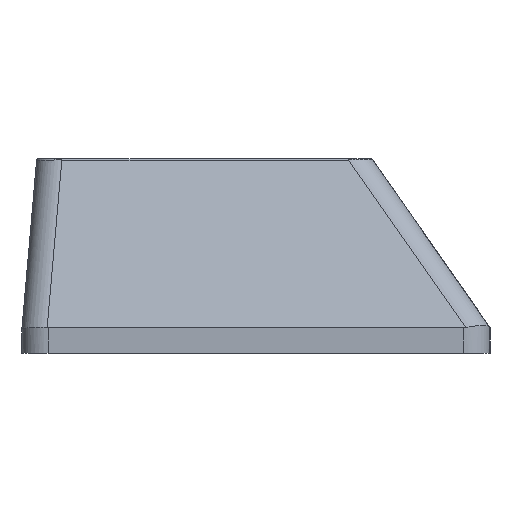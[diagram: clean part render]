
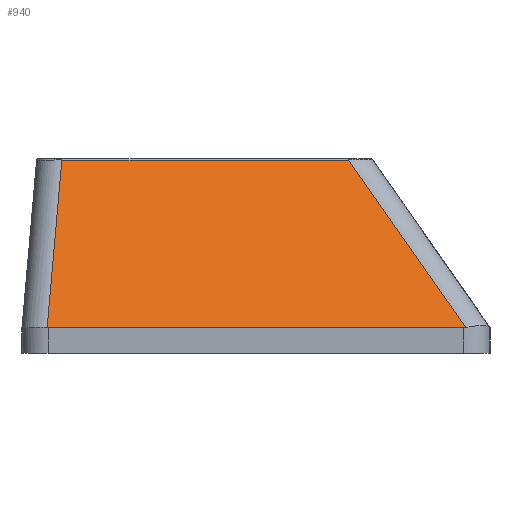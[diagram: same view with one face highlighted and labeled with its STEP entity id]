
A CAD part, left-side view. The second image highlights one B-rep face of the part: STEP entity #940.
In plain terms, the highlighted planar face has unit normal (-0.906, 0, 0.423).
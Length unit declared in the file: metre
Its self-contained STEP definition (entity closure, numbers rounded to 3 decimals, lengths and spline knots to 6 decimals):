
#19=PLANE('',#1023);
#70=LINE('',#1441,#160);
#71=LINE('',#1444,#161);
#72=LINE('',#1446,#162);
#73=LINE('',#1450,#163);
#160=VECTOR('',#1147,1.);
#161=VECTOR('',#1148,1.);
#162=VECTOR('',#1149,1.);
#163=VECTOR('',#1152,1.);
#239=ELLIPSE('',#1024,0.002366,0.001);
#240=ELLIPSE('',#1025,0.002366,0.001);
#300=ORIENTED_EDGE('',*,*,#584,.T.);
#301=ORIENTED_EDGE('',*,*,#585,.T.);
#302=ORIENTED_EDGE('',*,*,#586,.T.);
#303=ORIENTED_EDGE('',*,*,#587,.T.);
#304=ORIENTED_EDGE('',*,*,#588,.F.);
#305=ORIENTED_EDGE('',*,*,#589,.T.);
#584=EDGE_CURVE('',#726,#727,#70,.F.);
#585=EDGE_CURVE('',#727,#728,#71,.T.);
#586=EDGE_CURVE('',#728,#729,#72,.F.);
#587=EDGE_CURVE('',#729,#730,#239,.T.);
#588=EDGE_CURVE('',#731,#730,#73,.T.);
#589=EDGE_CURVE('',#731,#726,#240,.T.);
#726=VERTEX_POINT('',#1442);
#727=VERTEX_POINT('',#1443);
#728=VERTEX_POINT('',#1445);
#729=VERTEX_POINT('',#1447);
#730=VERTEX_POINT('',#1449);
#731=VERTEX_POINT('',#1451);
#809=EDGE_LOOP('',(#300,#301,#302,#303,#304,#305));
#869=FACE_BOUND('',#809,.T.);
#940=ADVANCED_FACE('',(#869),#19,.T.);
#1023=AXIS2_PLACEMENT_3D('',#1440,#1145,#1146);
#1024=AXIS2_PLACEMENT_3D('',#1448,#1150,#1151);
#1025=AXIS2_PLACEMENT_3D('',#1452,#1153,#1154);
#1145=DIRECTION('',(-0.906,0.,0.423));
#1146=DIRECTION('',(0.423,0.,0.906));
#1147=DIRECTION('',(-0.357,-0.536,-0.765));
#1148=DIRECTION('',(0.,1.,0.));
#1149=DIRECTION('',(0.421,-0.079,0.903));
#1150=DIRECTION('',(-0.906,0.,0.423));
#1151=DIRECTION('',(-0.423,0.,-0.906));
#1152=DIRECTION('',(0.,1.,0.));
#1153=DIRECTION('',(-0.906,0.,0.423));
#1154=DIRECTION('',(0.423,0.,0.906));
#1440=CARTESIAN_POINT('',(-0.057491,-0.009,0.00425));
#1441=CARTESIAN_POINT('',(-0.056152,-0.003789,0.007121));
#1442=CARTESIAN_POINT('',(-0.059004,-0.008071,0.001005));
#1443=CARTESIAN_POINT('',(-0.056002,-0.003564,0.007442));
#1444=CARTESIAN_POINT('',(-0.056002,-0.009,0.007442));
#1445=CARTESIAN_POINT('',(-0.056002,0.00747,0.007442));
#1446=CARTESIAN_POINT('',(-0.059038,0.008039,0.000931));
#1447=CARTESIAN_POINT('',(-0.059006,0.008033,0.001001));
#1448=CARTESIAN_POINT('',(-0.058006,0.008,0.003145));
#1449=CARTESIAN_POINT('',(-0.059006,0.008,0.001));
#1450=CARTESIAN_POINT('',(-0.059006,-0.009,0.001));
#1451=CARTESIAN_POINT('',(-0.059006,-0.008,0.001));
#1452=CARTESIAN_POINT('',(-0.058006,-0.008,0.003145));
